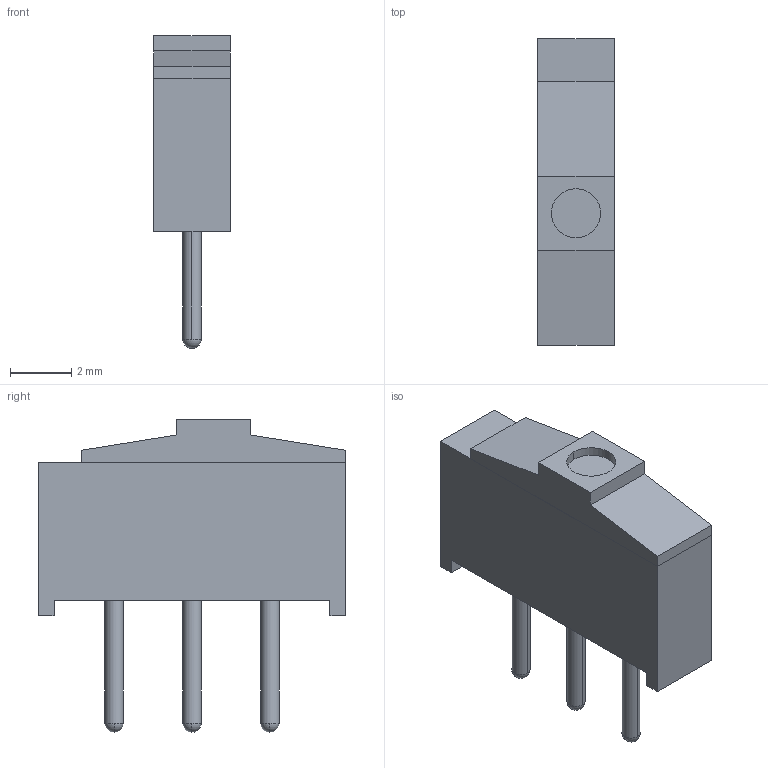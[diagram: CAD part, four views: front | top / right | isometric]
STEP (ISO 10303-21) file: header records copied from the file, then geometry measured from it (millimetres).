
FILE_DESCRIPTION((''),'2;1');
FILE_NAME('SW_EAO_1K2-09.stp','2010-09-01T20:03:37',(''),(''),'Mechanical Desktop 2010','Mechanical Desktop 2010',', , ');
FILE_SCHEMA(('AUTOMOTIVE_DESIGN { 1 2 10303 214 1 1 1 1 }'));
Length unit declared in the file: millimetre
Products named in the file (1): Product
Bounding box: 2.5 x 10 x 10.2 mm (x, y, z)
Volume: 135.2 mm3; surface area: 257.7 mm2
Topology: 5 solids, 5 shells, 38 faces, 90 edges, 57 vertices
Faces by surface type: plane 24, cylinder 8, sphere 6
Entity records: 1108 total; most frequent: DIRECTION 190, CARTESIAN_POINT 180, ORIENTED_EDGE 168, EDGE_CURVE 84, AXIS2_PLACEMENT_3D 67, VERTEX_POINT 57, VECTOR 56, LINE 56
